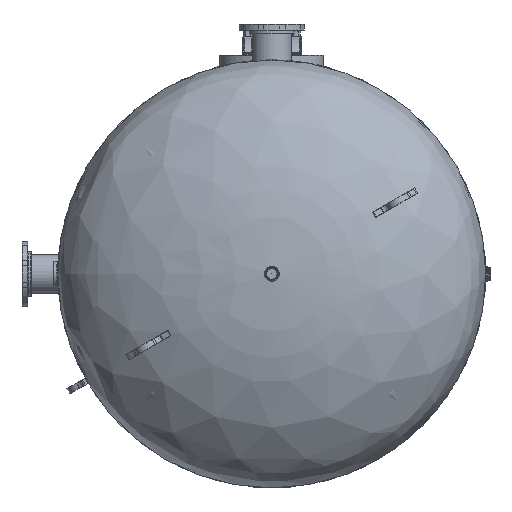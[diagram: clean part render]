
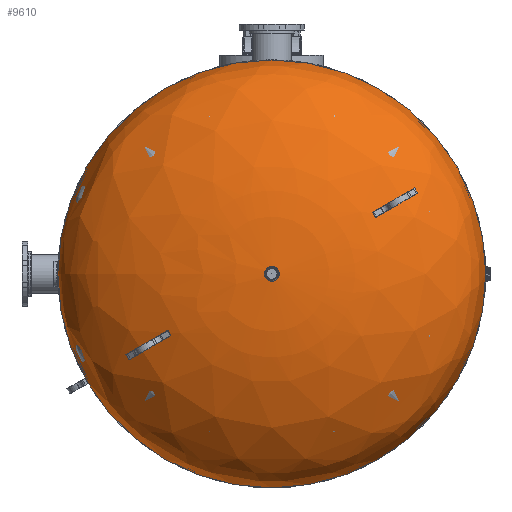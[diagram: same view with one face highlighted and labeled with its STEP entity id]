
A CAD part, left-side view. The second image highlights one B-rep face of the part: STEP entity #9610.
In plain terms, the highlighted free-form (B-spline) face has degree [2, 2] with [3, 9] control points.
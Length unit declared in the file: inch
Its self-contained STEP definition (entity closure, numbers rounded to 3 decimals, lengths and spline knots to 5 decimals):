
#237=ELLIPSE('',#10513,36.,18.1875);
#688=CIRCLE('',#10511,36.);
#689=CIRCLE('',#10512,36.);
#2784=FACE_OUTER_BOUND('',#3338,.T.);
#3338=EDGE_LOOP('',(#6915,#6916,#6917,#6918,#6919,#6920));
#3948=B_SPLINE_CURVE_WITH_KNOTS('',3,(#15224,#15225,#15226,#15227,#15228,
#15229,#15230,#15231,#15232,#15233,#15234,#15235,#15236,#15237,#15238,#15239,
#15240,#15241,#15242,#15243,#15244,#15245,#15246,#15247,#15248,#15249,#15250,
#15251,#15252,#15253,#15254),.UNSPECIFIED.,.F.,.F.,(4,2,2,2,2,2,2,2,2,3,
2,2,2,2,4),(-8.0046,-7.9379,-6.94566,-5.95342,
-4.96118,-3.96895,-2.97671,-1.98447,
-0.99224,0.,0.5618,1.12359,2.11583,
3.10807,4.00022),.UNSPECIFIED.);
#3949=B_SPLINE_CURVE_WITH_KNOTS('',3,(#15255,#15256,#15257,#15258,#15259,
#15260,#15261,#15262,#15263,#15264,#15265,#15266),.UNSPECIFIED.,.F.,.F.,
(4,2,2,2,2,4),(4.00022,4.1003,5.09254,6.08478,
7.07701,8.00255),.UNSPECIFIED.);
#4341=VERTEX_POINT('',#15222);
#4342=VERTEX_POINT('',#15223);
#4364=VERTEX_POINT('',#15702);
#4365=VERTEX_POINT('',#15703);
#5327=EDGE_CURVE('',#4341,#4342,#3948,.T.);
#5328=EDGE_CURVE('',#4342,#4341,#3949,.T.);
#5360=EDGE_CURVE('',#4364,#4365,#688,.T.);
#5361=EDGE_CURVE('',#4365,#4364,#689,.T.);
#5363=EDGE_CURVE('',#4364,#4341,#237,.T.);
#6915=ORIENTED_EDGE('',*,*,#5327,.T.);
#6916=ORIENTED_EDGE('',*,*,#5328,.T.);
#6917=ORIENTED_EDGE('',*,*,#5363,.F.);
#6918=ORIENTED_EDGE('',*,*,#5360,.T.);
#6919=ORIENTED_EDGE('',*,*,#5361,.T.);
#6920=ORIENTED_EDGE('',*,*,#5363,.T.);
#9559=(
BOUNDED_SURFACE()
B_SPLINE_SURFACE(2,2,((#15707,#15708,#15709,#15710,#15711,#15712,#15713,
#15714,#15715),(#15716,#15717,#15718,#15719,#15720,#15721,#15722,#15723,
#15724),(#15725,#15726,#15727,#15728,#15729,#15730,#15731,#15732,#15733)),
 .UNSPECIFIED.,.F.,.T.,.F.)
B_SPLINE_SURFACE_WITH_KNOTS((3,3),(3,2,2,2,3),(-1.5708,0.),
(0.,1.5708,3.14159,4.71239,6.28319),
 .UNSPECIFIED.)
GEOMETRIC_REPRESENTATION_ITEM()
RATIONAL_B_SPLINE_SURFACE(((1.,0.707,1.,0.707,1.,
0.707,1.,0.707,1.),(0.707,0.5,0.707,
0.5,0.707,0.5,0.707,0.5,0.707),(1.,
0.707,1.,0.707,1.,0.707,1.,0.707,
1.)))
REPRESENTATION_ITEM('')
SURFACE()
);
#9610=ADVANCED_FACE('',(#2784),#9559,.T.);
#10511=AXIS2_PLACEMENT_3D('',#15704,#11541,#11542);
#10512=AXIS2_PLACEMENT_3D('',#15705,#11543,#11544);
#10513=AXIS2_PLACEMENT_3D('',#15734,#11546,#11547);
#11541=DIRECTION('center_axis',(0.,0.,
1.));
#11542=DIRECTION('ref_axis',(1.,0.,0.));
#11543=DIRECTION('center_axis',(0.,0.,
1.));
#11544=DIRECTION('ref_axis',(1.,0.,0.));
#11546=DIRECTION('center_axis',(-1.,0.,0.));
#11547=DIRECTION('ref_axis',(0.,-1.,0.));
#15222=CARTESIAN_POINT('',(0.,-1.,19.86798));
#15223=CARTESIAN_POINT('',(1.,0.,19.86798));
#15224=CARTESIAN_POINT('Ctrl Pts',(0.,-1.,
19.86798));
#15225=CARTESIAN_POINT('Ctrl Pts',(-0.00874,-1.,
19.86798));
#15226=CARTESIAN_POINT('Ctrl Pts',(-0.01749,-0.99989,
19.86798));
#15227=CARTESIAN_POINT('Ctrl Pts',(-0.15641,-0.99624,
19.86798));
#15228=CARTESIAN_POINT('Ctrl Pts',(-0.28467,-0.96743,
19.86798));
#15229=CARTESIAN_POINT('Ctrl Pts',(-0.52292,-0.86227,
19.86798));
#15230=CARTESIAN_POINT('Ctrl Pts',(-0.63064,-0.78692,
19.86798));
#15231=CARTESIAN_POINT('Ctrl Pts',(-0.81113,-0.59918,
19.86798));
#15232=CARTESIAN_POINT('Ctrl Pts',(-0.88218,-0.48858,
19.86798));
#15233=CARTESIAN_POINT('Ctrl Pts',(-0.97788,-0.24637,
19.86798));
#15234=CARTESIAN_POINT('Ctrl Pts',(-1.00162,-0.11708,
19.86798));
#15235=CARTESIAN_POINT('Ctrl Pts',(-0.99821,0.14333,
19.86798));
#15236=CARTESIAN_POINT('Ctrl Pts',(-0.97108,0.27195,
19.86798));
#15237=CARTESIAN_POINT('Ctrl Pts',(-0.86906,0.51156,
19.86798));
#15238=CARTESIAN_POINT('Ctrl Pts',(-0.79513,0.62026,
19.86798));
#15239=CARTESIAN_POINT('Ctrl Pts',(-0.60977,0.8032,
19.86798));
#15240=CARTESIAN_POINT('Ctrl Pts',(-0.50012,0.87569,
19.86798));
#15241=CARTESIAN_POINT('Ctrl Pts',(-0.25918,0.97457,
19.86798));
#15242=CARTESIAN_POINT('Ctrl Pts',(-0.13021,1.,
19.86798));
#15243=CARTESIAN_POINT('Ctrl Pts',(0.,1.,
19.86798));
#15244=CARTESIAN_POINT('Ctrl Pts',(0.07373,1.,
19.86798));
#15245=CARTESIAN_POINT('Ctrl Pts',(0.14723,0.99185,
19.86798));
#15246=CARTESIAN_POINT('Ctrl Pts',(0.2911,0.95953,
19.86798));
#15247=CARTESIAN_POINT('Ctrl Pts',(0.36102,0.93547,
19.86798));
#15248=CARTESIAN_POINT('Ctrl Pts',(0.54537,0.84825,
19.86798));
#15249=CARTESIAN_POINT('Ctrl Pts',(0.65108,0.7701,
19.86798));
#15250=CARTESIAN_POINT('Ctrl Pts',(0.82658,0.57769,
19.86798));
#15251=CARTESIAN_POINT('Ctrl Pts',(0.8947,0.46526,
19.86798));
#15252=CARTESIAN_POINT('Ctrl Pts',(0.97951,0.23296,19.86798));
#15253=CARTESIAN_POINT('Ctrl Pts',(1.,0.11688,
19.86798));
#15254=CARTESIAN_POINT('Ctrl Pts',(1.,0.,
19.86798));
#15255=CARTESIAN_POINT('Ctrl Pts',(1.,0.,
19.86798));
#15256=CARTESIAN_POINT('Ctrl Pts',(1.,-0.01311,
19.86798));
#15257=CARTESIAN_POINT('Ctrl Pts',(0.99974,-0.02623,
19.86798));
#15258=CARTESIAN_POINT('Ctrl Pts',(0.9941,-0.16947,
19.86798));
#15259=CARTESIAN_POINT('Ctrl Pts',(0.96361,-0.29734,
19.86798));
#15260=CARTESIAN_POINT('Ctrl Pts',(0.85533,-0.53419,
19.86798));
#15261=CARTESIAN_POINT('Ctrl Pts',(0.77858,-0.64091,
19.86798));
#15262=CARTESIAN_POINT('Ctrl Pts',(0.58849,-0.81893,
19.86798));
#15263=CARTESIAN_POINT('Ctrl Pts',(0.47696,-0.88852,19.86798));
#15264=CARTESIAN_POINT('Ctrl Pts',(0.2417,-0.97792,
19.86798));
#15265=CARTESIAN_POINT('Ctrl Pts',(0.12132,-1.,
19.86798));
#15266=CARTESIAN_POINT('Ctrl Pts',(0.,-1.,
19.86798));
#15702=CARTESIAN_POINT('',(0.,-36.,1.6875));
#15703=CARTESIAN_POINT('',(0.,36.,1.6875));
#15704=CARTESIAN_POINT('Origin',(0.,0.,
1.6875));
#15705=CARTESIAN_POINT('Origin',(0.,0.,
1.6875));
#15707=CARTESIAN_POINT('Ctrl Pts',(0.,0.,
19.875));
#15708=CARTESIAN_POINT('Ctrl Pts',(0.,0.,
19.875));
#15709=CARTESIAN_POINT('Ctrl Pts',(0.,0.,
19.875));
#15710=CARTESIAN_POINT('Ctrl Pts',(0.,0.,
19.875));
#15711=CARTESIAN_POINT('Ctrl Pts',(0.,0.,
19.875));
#15712=CARTESIAN_POINT('Ctrl Pts',(0.,0.,
19.875));
#15713=CARTESIAN_POINT('Ctrl Pts',(0.,0.,
19.875));
#15714=CARTESIAN_POINT('Ctrl Pts',(0.,0.,
19.875));
#15715=CARTESIAN_POINT('Ctrl Pts',(0.,0.,
19.875));
#15716=CARTESIAN_POINT('Ctrl Pts',(0.,-36.,19.875));
#15717=CARTESIAN_POINT('Ctrl Pts',(36.,-36.,19.875));
#15718=CARTESIAN_POINT('Ctrl Pts',(36.,0.,19.875));
#15719=CARTESIAN_POINT('Ctrl Pts',(36.,36.,19.875));
#15720=CARTESIAN_POINT('Ctrl Pts',(0.,36.,19.875));
#15721=CARTESIAN_POINT('Ctrl Pts',(-36.,36.,19.875));
#15722=CARTESIAN_POINT('Ctrl Pts',(-36.,0.,19.875));
#15723=CARTESIAN_POINT('Ctrl Pts',(-36.,-36.,
19.875));
#15724=CARTESIAN_POINT('Ctrl Pts',(0.,-36.,19.875));
#15725=CARTESIAN_POINT('Ctrl Pts',(0.,-36.,1.6875));
#15726=CARTESIAN_POINT('Ctrl Pts',(36.,-36.,1.6875));
#15727=CARTESIAN_POINT('Ctrl Pts',(36.,0.,1.6875));
#15728=CARTESIAN_POINT('Ctrl Pts',(36.,36.,1.6875));
#15729=CARTESIAN_POINT('Ctrl Pts',(0.,36.,1.6875));
#15730=CARTESIAN_POINT('Ctrl Pts',(-36.,36.,1.6875));
#15731=CARTESIAN_POINT('Ctrl Pts',(-36.,0.,1.6875));
#15732=CARTESIAN_POINT('Ctrl Pts',(-36.,-36.,
1.6875));
#15733=CARTESIAN_POINT('Ctrl Pts',(0.,-36.,1.6875));
#15734=CARTESIAN_POINT('Origin',(0.,0.,
1.6875));
